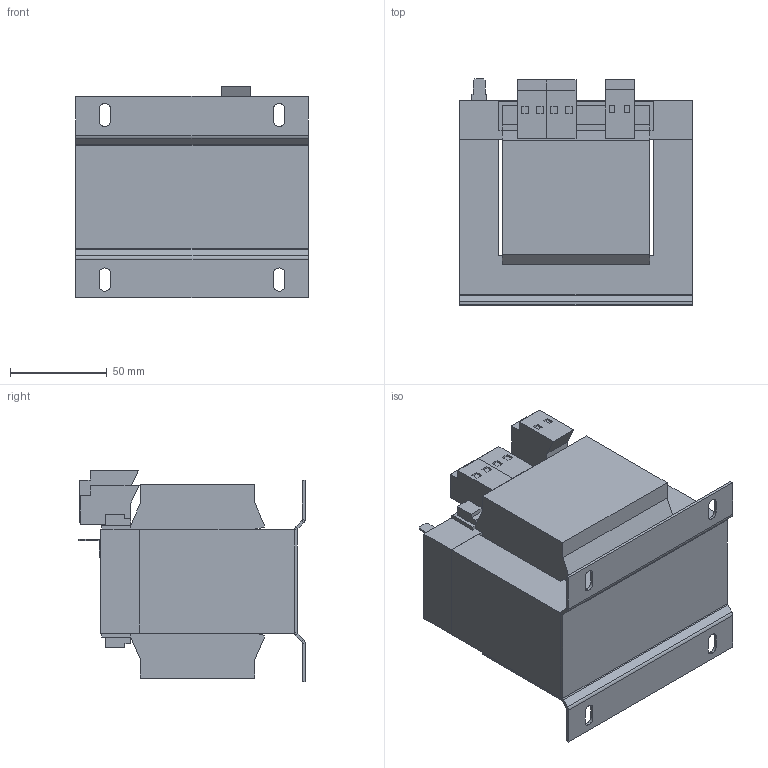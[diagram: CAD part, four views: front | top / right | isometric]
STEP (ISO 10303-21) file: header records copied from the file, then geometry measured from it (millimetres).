
FILE_DESCRIPTION (( 'STEP AP214' ), '1' );
FILE_NAME ('226987.STEP', '2020-07-06T05:30:43', ( '' ), ( '' ), 'SwSTEP 2.0', 'SolidWorks 2018', '' );
FILE_SCHEMA (( 'AUTOMOTIVE_DESIGN' ));
Length unit declared in the file: millimetre
Products named in the file (1): 226987
Bounding box: 120 x 116.8 x 109.4 mm (x, y, z)
Volume: 904202 mm3; surface area: 112716.4 mm2
Topology: 1 solids, 1 shells, 262 faces, 672 edges, 430 vertices
Faces by surface type: plane 230, cylinder 32
Entity records: 7818 total; most frequent: CARTESIAN_POINT 1365, ORIENTED_EDGE 1344, DIRECTION 1262, EDGE_CURVE 672, LINE 608, VECTOR 608, VERTEX_POINT 430, AXIS2_PLACEMENT_3D 327
